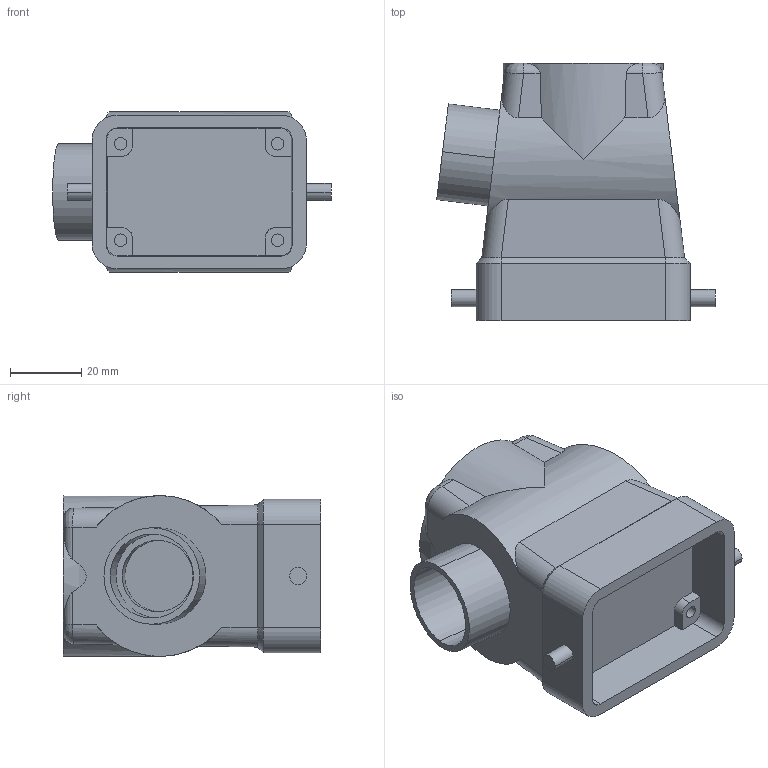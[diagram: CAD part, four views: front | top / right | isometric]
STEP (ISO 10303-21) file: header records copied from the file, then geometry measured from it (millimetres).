
FILE_DESCRIPTION(('SolidDesigner STEP Export'),'2;1');
FILE_NAME('1460019_HC_B_06_TFL_H_O1M25S-select.stp','2013-11-22T 8:37:02',(''),(''),'Creo Elements/Direct Modeling STEP processor for AP214 (Solid Model)','Creo Elements/Direct Modeling 18.1B 29-Sep-2012 (C) Parametric Technology GmbH','');
FILE_SCHEMA(('AUTOMOTIVE_DESIGN { 1 0 10303 214 1 1 1 1 }'));
Length unit declared in the file: millimetre
Products named in the file (1): 1460019_HC_B_06_TFL_H_O1M25S-select
Bounding box: 78.01 x 72 x 45 mm (x, y, z)
Volume: 135343.1 mm3; surface area: 22537 mm2
Topology: 1 solids, 1 shells, 104 faces, 263 edges, 171 vertices
Faces by surface type: cylinder 52, plane 44, cone 4, bspline 4
Entity records: 4213 total; most frequent: CARTESIAN_POINT 1014, ORIENTED_EDGE 526, DIRECTION 426, EDGE_CURVE 263, VERTEX_POINT 171, AXIS2_PLACEMENT_3D 143, VECTOR 140, LINE 140
